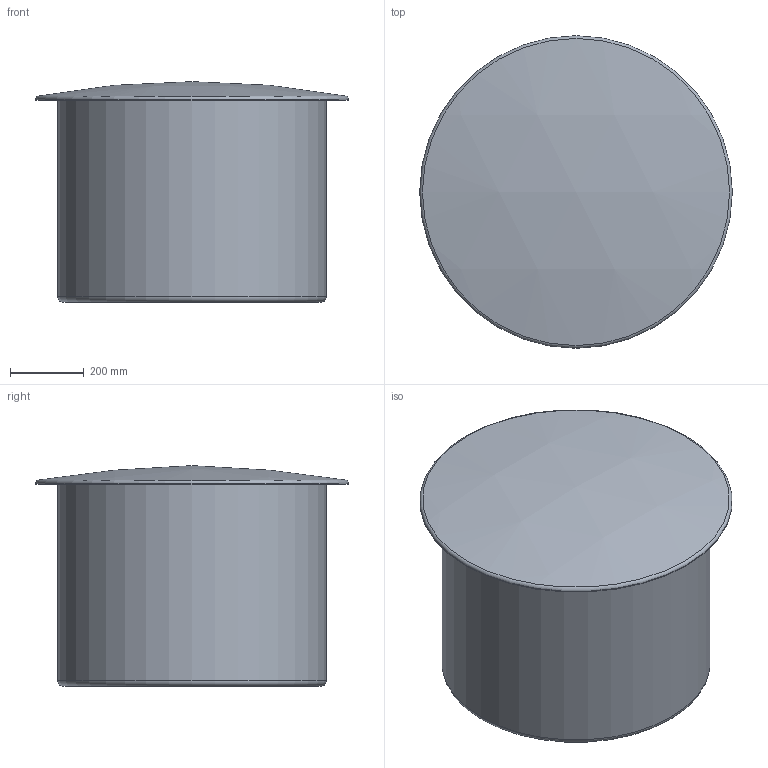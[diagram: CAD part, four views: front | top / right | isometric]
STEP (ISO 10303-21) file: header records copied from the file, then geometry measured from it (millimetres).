
FILE_DESCRIPTION(/* description */ (''),/* implementation_level */ '2;1');
FILE_NAME(/* name */ '00924.070X_3D.stp',/* time_stamp */ '2024-12-11T13:01:36+01:00',/* author */ ('CAD'),/* organization */ (''),/* preprocessor_version */ 'ST-DEVELOPER v20',/* originating_system */ 'AutoCAD Mechanical',/* authorisation */ '');
FILE_SCHEMA (('AUTOMOTIVE_DESIGN { 1 0 10303 214 3 1 1 }'));
Length unit declared in the file: centimetre
Products named in the file (1): Product
Bounding box: 850 x 850 x 600 mm (x, y, z)
Volume: 40975008.3 mm3; surface area: 3559928.3 mm2
Topology: 1 solids, 1 shells, 10 faces, 18 edges, 12 vertices
Faces by surface type: torus 3, sphere 2, cylinder 2, plane 2, cone 1
Full cylindrical faces by diameter (mm): 730 x1, 850 x1
Entity records: 280 total; most frequent: DIRECTION 55, CARTESIAN_POINT 41, ORIENTED_EDGE 36, AXIS2_PLACEMENT_3D 26, EDGE_CURVE 18, CIRCLE 15, EDGE_LOOP 12, VERTEX_POINT 12
